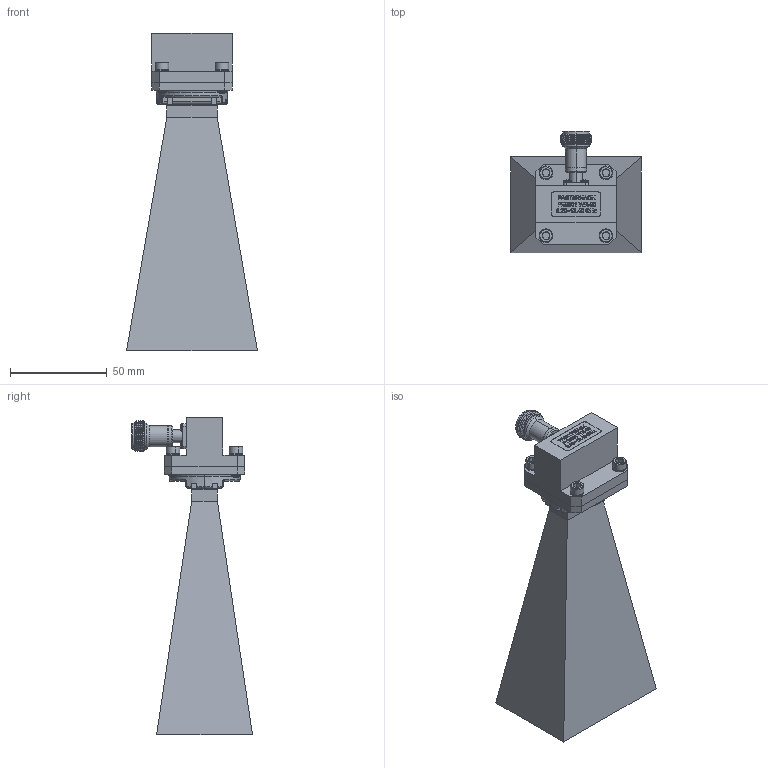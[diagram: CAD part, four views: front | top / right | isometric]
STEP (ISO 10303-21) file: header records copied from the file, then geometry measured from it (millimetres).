
FILE_DESCRIPTION (( 'STEP AP214' ), '1' );
FILE_NAME ('PE9856-NF-15.STEP', '2017-06-15T16:22:17', ( '' ), ( '' ), 'SwSTEP 2.0', 'SolidWorks 2014', '' );
FILE_SCHEMA (( 'AUTOMOTIVE_DESIGN' ));
Length unit declared in the file: inch
Products named in the file (4): PE9801; PE9856-NF-15; Copy of Hex Screw^PE9856-NF-15; PE9856-15
Assembly tree (6 placements, depth 2):
  PE9856-NF-15
    PE9856-15
    PE9801
    Copy of Hex Screw^PE9856-NF-15  x4
Bounding box: 67.56 x 62.48 x 164.21 mm (x, y, z)
Volume: 63010.3 mm3; surface area: 56539.9 mm2
Topology: 12 solids, 12 shells, 917 faces, 2716 edges, 1899 vertices
Faces by surface type: cylinder 454, plane 288, cone 108, bspline 53, torus 14
Entity records: 35930 total; most frequent: CARTESIAN_POINT 14423, ORIENTED_EDGE 4086, DIRECTION 2878, EDGE_CURVE 2043, VERTEX_POINT 1470, AXIS2_PLACEMENT_3D 1003, LINE 872, VECTOR 872
